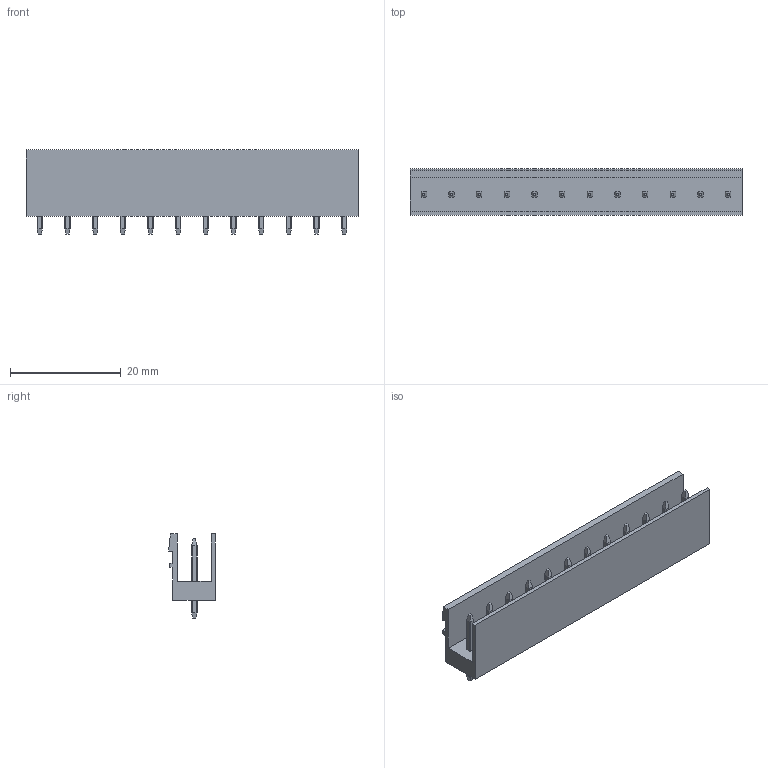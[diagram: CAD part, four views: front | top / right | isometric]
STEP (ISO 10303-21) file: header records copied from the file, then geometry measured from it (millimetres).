
FILE_DESCRIPTION(('CATIA V5 STEP Exchange','CAx-IF Rec.Pracs.--- Model Styling and Organization---1.2---2011-12-15'),'2;1');
FILE_NAME ('D1452946_0_1581420000_1581420000.stp','2018-10-12T07:46:51+00:00',('none'),('Weidmueller'),'CATIA Version 5-6 Release 2014','CATIA V5 STEP AP214','none');
FILE_SCHEMA(('AUTOMOTIVE_DESIGN { 1 0 10303 214 1 1 1 1 }'));
Length unit declared in the file: millimetre
Products named in the file (1): 1581420000
Bounding box: 60 x 8.43 x 15.2 mm (x, y, z)
Volume: 2641.3 mm3; surface area: 4349.9 mm2
Topology: 13 solids, 13 shells, 331 faces, 915 edges, 610 vertices
Faces by surface type: plane 233, cylinder 98
Entity records: 9959 total; most frequent: CARTESIAN_POINT 2442, ORIENTED_EDGE 1830, DIRECTION 1067, EDGE_CURVE 915, VECTOR 623, LINE 623, VERTEX_POINT 610, EDGE_LOOP 355
